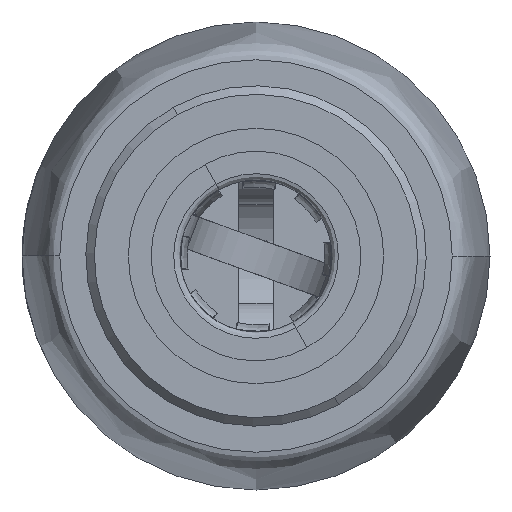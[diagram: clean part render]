
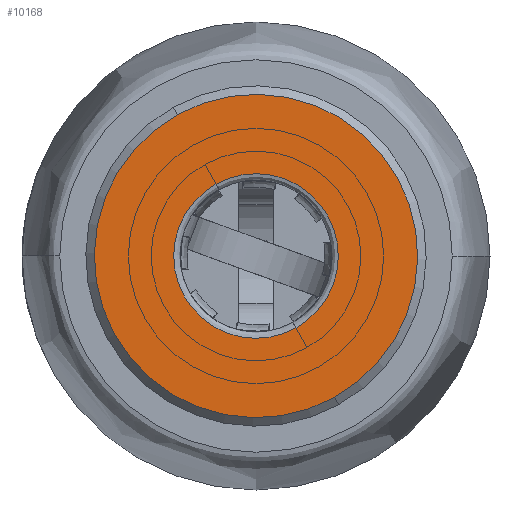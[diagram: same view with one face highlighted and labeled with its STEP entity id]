
A CAD part, left-side view. The second image highlights one B-rep face of the part: STEP entity #10168.
In plain terms, the highlighted face is planar.
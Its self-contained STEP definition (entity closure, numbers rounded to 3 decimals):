
#296 = CARTESIAN_POINT ( 'NONE',  ( 0., 10.9, 0. ) ) ;
#1397 = ORIENTED_EDGE ( 'NONE', *, *, #17567, .F. ) ;
#1520 = CARTESIAN_POINT ( 'NONE',  ( 0., 10.9, 0. ) ) ;
#1636 = DIRECTION ( 'NONE',  ( 0., 1., 0. ) ) ;
#1865 = DIRECTION ( 'NONE',  ( 0., 1., 0. ) ) ;
#3896 = CARTESIAN_POINT ( 'NONE',  ( 0., 10.9, 0. ) ) ;
#4009 = DIRECTION ( 'NONE',  ( 0., 1., 0. ) ) ;
#4225 = DIRECTION ( 'NONE',  ( 0., 0., 1. ) ) ;
#4555 = VERTEX_POINT ( 'NONE', #18958 ) ;
#4785 = CIRCLE ( 'NONE', #13033, 3.8 ) ;
#5282 = DIRECTION ( 'NONE',  ( 0., 1., 0. ) ) ;
#5775 = EDGE_LOOP ( 'NONE', ( #27693, #24382 ) ) ;
#7589 = CARTESIAN_POINT ( 'NONE',  ( 0., 10.9, -3.8 ) ) ;
#7784 = DIRECTION ( 'NONE',  ( 0., 0., 1. ) ) ;
#8191 = FACE_BOUND ( 'NONE', #21431, .T. ) ;
#9009 = CIRCLE ( 'NONE', #25651, 3.8 ) ;
#9148 = CARTESIAN_POINT ( 'NONE',  ( 1.935, 10.9, 0. ) ) ;
#10070 = EDGE_CURVE ( 'NONE', #20014, #4555, #9009, .T. ) ;
#10168 = ADVANCED_FACE ( 'NONE', ( #29944, #8191 ), #24716, .T. ) ;
#10197 = AXIS2_PLACEMENT_3D ( 'NONE', #3896, #4009, #29144 ) ;
#10558 = CARTESIAN_POINT ( 'NONE',  ( 0., 10.9, -1.935 ) ) ;
#11592 = AXIS2_PLACEMENT_3D ( 'NONE', #13227, #23540, #15774 ) ;
#12845 = VERTEX_POINT ( 'NONE', #23737 ) ;
#13033 = AXIS2_PLACEMENT_3D ( 'NONE', #296, #5282, #7784 ) ;
#13227 = CARTESIAN_POINT ( 'NONE',  ( 0., 10.9, 0. ) ) ;
#13503 = VERTEX_POINT ( 'NONE', #10558 ) ;
#13728 = EDGE_CURVE ( 'NONE', #4555, #20014, #4785, .T. ) ;
#13799 = CIRCLE ( 'NONE', #11592, 1.935 ) ;
#14849 = EDGE_CURVE ( 'NONE', #13503, #12845, #13799, .T. ) ;
#15774 = DIRECTION ( 'NONE',  ( 0., 0., 1. ) ) ;
#16801 = AXIS2_PLACEMENT_3D ( 'NONE', #9148, #1636, #26910 ) ;
#17567 = EDGE_CURVE ( 'NONE', #12845, #13503, #27101, .T. ) ;
#18958 = CARTESIAN_POINT ( 'NONE',  ( 0., 10.9, 3.8 ) ) ;
#20014 = VERTEX_POINT ( 'NONE', #7589 ) ;
#21431 = EDGE_LOOP ( 'NONE', ( #1397, #24204 ) ) ;
#23540 = DIRECTION ( 'NONE',  ( 0., 1., 0. ) ) ;
#23737 = CARTESIAN_POINT ( 'NONE',  ( 0., 10.9, 1.935 ) ) ;
#24204 = ORIENTED_EDGE ( 'NONE', *, *, #14849, .F. ) ;
#24382 = ORIENTED_EDGE ( 'NONE', *, *, #13728, .T. ) ;
#24716 = PLANE ( 'NONE',  #16801 ) ;
#25651 = AXIS2_PLACEMENT_3D ( 'NONE', #1520, #1865, #4225 ) ;
#26910 = DIRECTION ( 'NONE',  ( 0., 0., 1. ) ) ;
#27101 = CIRCLE ( 'NONE', #10197, 1.935 ) ;
#27693 = ORIENTED_EDGE ( 'NONE', *, *, #10070, .T. ) ;
#29144 = DIRECTION ( 'NONE',  ( 0., 0., 1. ) ) ;
#29944 = FACE_OUTER_BOUND ( 'NONE', #5775, .T. ) ;
